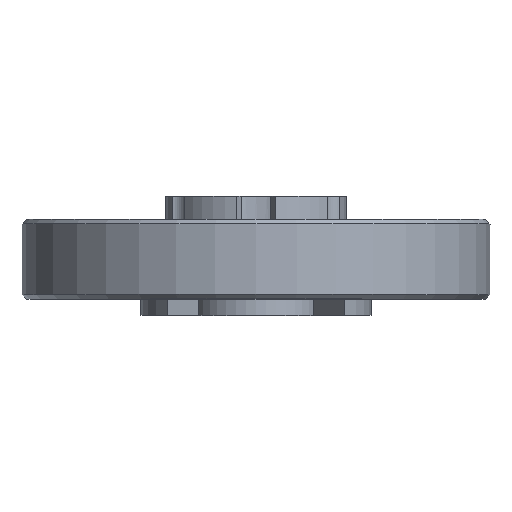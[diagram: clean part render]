
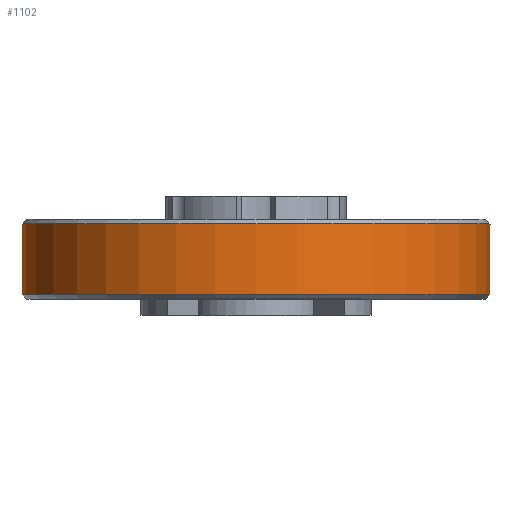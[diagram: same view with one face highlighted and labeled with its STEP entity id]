
A CAD part, top view. The second image highlights one B-rep face of the part: STEP entity #1102.
In plain terms, the highlighted cylindrical face has radius 10.25 mm (diameter 20.5 mm), a partial arc.
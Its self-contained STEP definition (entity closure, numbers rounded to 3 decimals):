
#1=CARTESIAN_POINT('',(0.,-0.2,0.));
#2=DIRECTION('',(0.,1.,0.));
#3=DIRECTION('',(-1.,0.,0.));
#4=AXIS2_PLACEMENT_3D('',#1,#2,#3);
#6=CARTESIAN_POINT('',(0.,-3.3,0.));
#7=DIRECTION('',(0.,1.,0.));
#8=DIRECTION('',(-1.,0.,0.));
#9=AXIS2_PLACEMENT_3D('',#6,#7,#8);
#420=DIRECTION('',(0.,1.,0.));
#421=VECTOR('',#420,3.1);
#422=CARTESIAN_POINT('',(-10.25,-3.3,
0.));
#423=LINE('',#422,#421);
#429=DIRECTION('',(0.,1.,0.));
#430=VECTOR('',#429,3.1);
#431=CARTESIAN_POINT('',(10.25,-3.3,
0.));
#432=LINE('',#431,#430);
#855=CARTESIAN_POINT('',(-10.25,-0.2,0.));
#856=CARTESIAN_POINT('',(10.25,-0.2,0.));
#857=VERTEX_POINT('',#855);
#858=VERTEX_POINT('',#856);
#859=CARTESIAN_POINT('',(10.25,-3.3,
0.));
#860=VERTEX_POINT('',#859);
#861=CARTESIAN_POINT('',(-10.25,-3.3,
0.));
#862=VERTEX_POINT('',#861);
#1087=CARTESIAN_POINT('',(0.,0.175,0.));
#1088=DIRECTION('',(0.,-1.,0.));
#1089=DIRECTION('',(-1.,0.,0.));
#1090=AXIS2_PLACEMENT_3D('',#1087,#1088,#1089);
#1091=CYLINDRICAL_SURFACE('',#1090,10.25);
#1093=ORIENTED_EDGE('',*,*,#1092,.T.);
#1095=ORIENTED_EDGE('',*,*,#1094,.F.);
#1097=ORIENTED_EDGE('',*,*,#1096,.F.);
#1099=ORIENTED_EDGE('',*,*,#1098,.T.);
#1100=EDGE_LOOP('',(#1093,#1095,#1097,#1099));
#1101=FACE_OUTER_BOUND('',#1100,.F.);
#1102=ADVANCED_FACE('',(#1101),#1091,.T.);
#5=CIRCLE('',#4,10.25);
#10=CIRCLE('',#9,10.25);
#1092=EDGE_CURVE('',#857,#858,#5,.T.);
#1094=EDGE_CURVE('',#860,#858,#432,.T.);
#1096=EDGE_CURVE('',#862,#860,#10,.T.);
#1098=EDGE_CURVE('',#862,#857,#423,.T.);
